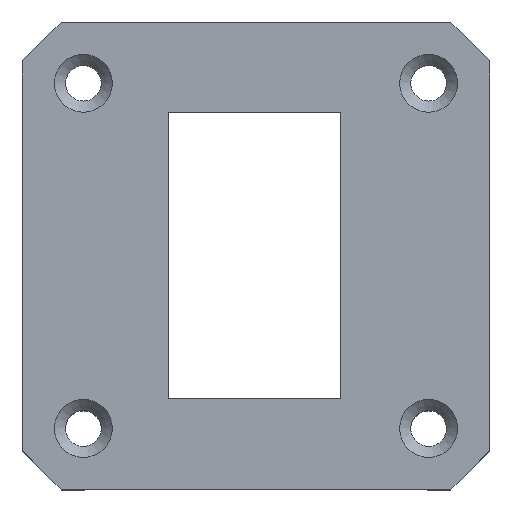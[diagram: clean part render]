
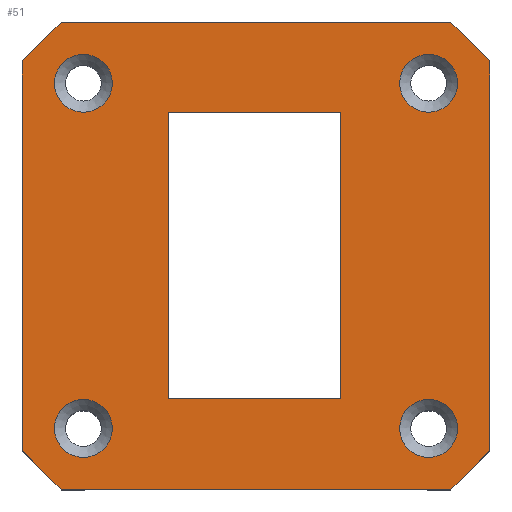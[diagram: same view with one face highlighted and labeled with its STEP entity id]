
A CAD part, top view. The second image highlights one B-rep face of the part: STEP entity #51.
In plain terms, the highlighted planar face has unit normal (0, 0, 1).
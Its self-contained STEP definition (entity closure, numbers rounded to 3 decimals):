
#51 = ADVANCED_FACE('',(#52,#63,#129,#163,#174,#185),#196,.T.);
#52 = FACE_BOUND('',#53,.T.);
#53 = EDGE_LOOP('',(#54));
#54 = ORIENTED_EDGE('',*,*,#55,.F.);
#55 = EDGE_CURVE('',#56,#56,#58,.T.);
#56 = VERTEX_POINT('',#57);
#57 = CARTESIAN_POINT('',(-12.9,-15.5,2.));
#58 = CIRCLE('',#59,2.6);
#59 = AXIS2_PLACEMENT_3D('',#60,#61,#62);
#60 = CARTESIAN_POINT('',(-15.5,-15.5,2.));
#61 = DIRECTION('',(0.,0.,1.));
#62 = DIRECTION('',(1.,0.,-0.));
#63 = FACE_BOUND('',#64,.T.);
#64 = EDGE_LOOP('',(#65,#75,#83,#91,#99,#107,#115,#123));
#65 = ORIENTED_EDGE('',*,*,#66,.T.);
#66 = EDGE_CURVE('',#67,#69,#71,.T.);
#67 = VERTEX_POINT('',#68);
#68 = CARTESIAN_POINT('',(-21.,17.5,2.));
#69 = VERTEX_POINT('',#70);
#70 = CARTESIAN_POINT('',(-21.,-17.5,2.));
#71 = LINE('',#72,#73);
#72 = CARTESIAN_POINT('',(-21.,17.5,2.));
#73 = VECTOR('',#74,1.);
#74 = DIRECTION('',(0.,-1.,0.));
#75 = ORIENTED_EDGE('',*,*,#76,.T.);
#76 = EDGE_CURVE('',#69,#77,#79,.T.);
#77 = VERTEX_POINT('',#78);
#78 = CARTESIAN_POINT('',(-17.5,-21.,2.));
#79 = LINE('',#80,#81);
#80 = CARTESIAN_POINT('',(-21.,-17.5,2.));
#81 = VECTOR('',#82,1.);
#82 = DIRECTION('',(0.707,-0.707,0.));
#83 = ORIENTED_EDGE('',*,*,#84,.T.);
#84 = EDGE_CURVE('',#77,#85,#87,.T.);
#85 = VERTEX_POINT('',#86);
#86 = CARTESIAN_POINT('',(17.5,-21.,2.));
#87 = LINE('',#88,#89);
#88 = CARTESIAN_POINT('',(-17.5,-21.,2.));
#89 = VECTOR('',#90,1.);
#90 = DIRECTION('',(1.,0.,0.));
#91 = ORIENTED_EDGE('',*,*,#92,.T.);
#92 = EDGE_CURVE('',#85,#93,#95,.T.);
#93 = VERTEX_POINT('',#94);
#94 = CARTESIAN_POINT('',(21.,-17.5,2.));
#95 = LINE('',#96,#97);
#96 = CARTESIAN_POINT('',(17.5,-21.,2.));
#97 = VECTOR('',#98,1.);
#98 = DIRECTION('',(0.707,0.707,0.));
#99 = ORIENTED_EDGE('',*,*,#100,.T.);
#100 = EDGE_CURVE('',#93,#101,#103,.T.);
#101 = VERTEX_POINT('',#102);
#102 = CARTESIAN_POINT('',(21.,17.5,2.));
#103 = LINE('',#104,#105);
#104 = CARTESIAN_POINT('',(21.,-17.5,2.));
#105 = VECTOR('',#106,1.);
#106 = DIRECTION('',(0.,1.,0.));
#107 = ORIENTED_EDGE('',*,*,#108,.T.);
#108 = EDGE_CURVE('',#101,#109,#111,.T.);
#109 = VERTEX_POINT('',#110);
#110 = CARTESIAN_POINT('',(17.5,21.,2.));
#111 = LINE('',#112,#113);
#112 = CARTESIAN_POINT('',(21.,17.5,2.));
#113 = VECTOR('',#114,1.);
#114 = DIRECTION('',(-0.707,0.707,0.));
#115 = ORIENTED_EDGE('',*,*,#116,.T.);
#116 = EDGE_CURVE('',#109,#117,#119,.T.);
#117 = VERTEX_POINT('',#118);
#118 = CARTESIAN_POINT('',(-17.5,21.,2.));
#119 = LINE('',#120,#121);
#120 = CARTESIAN_POINT('',(17.5,21.,2.));
#121 = VECTOR('',#122,1.);
#122 = DIRECTION('',(-1.,0.,0.));
#123 = ORIENTED_EDGE('',*,*,#124,.T.);
#124 = EDGE_CURVE('',#117,#67,#125,.T.);
#125 = LINE('',#126,#127);
#126 = CARTESIAN_POINT('',(-17.5,21.,2.));
#127 = VECTOR('',#128,1.);
#128 = DIRECTION('',(-0.707,-0.707,0.));
#129 = FACE_BOUND('',#130,.F.);
#130 = EDGE_LOOP('',(#131,#141,#149,#157));
#131 = ORIENTED_EDGE('',*,*,#132,.T.);
#132 = EDGE_CURVE('',#133,#135,#137,.T.);
#133 = VERTEX_POINT('',#134);
#134 = CARTESIAN_POINT('',(-7.9,12.85,2.));
#135 = VERTEX_POINT('',#136);
#136 = CARTESIAN_POINT('',(-7.9,-12.85,2.));
#137 = LINE('',#138,#139);
#138 = CARTESIAN_POINT('',(-7.9,12.85,2.));
#139 = VECTOR('',#140,1.);
#140 = DIRECTION('',(0.,-1.,0.));
#141 = ORIENTED_EDGE('',*,*,#142,.T.);
#142 = EDGE_CURVE('',#135,#143,#145,.T.);
#143 = VERTEX_POINT('',#144);
#144 = CARTESIAN_POINT('',(7.6,-12.85,2.));
#145 = LINE('',#146,#147);
#146 = CARTESIAN_POINT('',(-7.9,-12.85,2.));
#147 = VECTOR('',#148,1.);
#148 = DIRECTION('',(1.,0.,0.));
#149 = ORIENTED_EDGE('',*,*,#150,.T.);
#150 = EDGE_CURVE('',#143,#151,#153,.T.);
#151 = VERTEX_POINT('',#152);
#152 = CARTESIAN_POINT('',(7.6,12.85,2.));
#153 = LINE('',#154,#155);
#154 = CARTESIAN_POINT('',(7.6,-12.85,2.));
#155 = VECTOR('',#156,1.);
#156 = DIRECTION('',(0.,1.,0.));
#157 = ORIENTED_EDGE('',*,*,#158,.T.);
#158 = EDGE_CURVE('',#151,#133,#159,.T.);
#159 = LINE('',#160,#161);
#160 = CARTESIAN_POINT('',(7.6,12.85,2.));
#161 = VECTOR('',#162,1.);
#162 = DIRECTION('',(-1.,0.,0.));
#163 = FACE_BOUND('',#164,.T.);
#164 = EDGE_LOOP('',(#165));
#165 = ORIENTED_EDGE('',*,*,#166,.F.);
#166 = EDGE_CURVE('',#167,#167,#169,.T.);
#167 = VERTEX_POINT('',#168);
#168 = CARTESIAN_POINT('',(-12.9,15.5,2.));
#169 = CIRCLE('',#170,2.6);
#170 = AXIS2_PLACEMENT_3D('',#171,#172,#173);
#171 = CARTESIAN_POINT('',(-15.5,15.5,2.));
#172 = DIRECTION('',(0.,0.,1.));
#173 = DIRECTION('',(1.,0.,-0.));
#174 = FACE_BOUND('',#175,.T.);
#175 = EDGE_LOOP('',(#176));
#176 = ORIENTED_EDGE('',*,*,#177,.F.);
#177 = EDGE_CURVE('',#178,#178,#180,.T.);
#178 = VERTEX_POINT('',#179);
#179 = CARTESIAN_POINT('',(18.1,-15.5,2.));
#180 = CIRCLE('',#181,2.6);
#181 = AXIS2_PLACEMENT_3D('',#182,#183,#184);
#182 = CARTESIAN_POINT('',(15.5,-15.5,2.));
#183 = DIRECTION('',(0.,0.,1.));
#184 = DIRECTION('',(1.,0.,-0.));
#185 = FACE_BOUND('',#186,.T.);
#186 = EDGE_LOOP('',(#187));
#187 = ORIENTED_EDGE('',*,*,#188,.F.);
#188 = EDGE_CURVE('',#189,#189,#191,.T.);
#189 = VERTEX_POINT('',#190);
#190 = CARTESIAN_POINT('',(18.1,15.5,2.));
#191 = CIRCLE('',#192,2.6);
#192 = AXIS2_PLACEMENT_3D('',#193,#194,#195);
#193 = CARTESIAN_POINT('',(15.5,15.5,2.));
#194 = DIRECTION('',(0.,0.,1.));
#195 = DIRECTION('',(1.,0.,-0.));
#196 = PLANE('',#197);
#197 = AXIS2_PLACEMENT_3D('',#198,#199,#200);
#198 = CARTESIAN_POINT('',(-0.045,0.,2.));
#199 = DIRECTION('',(0.,0.,1.));
#200 = DIRECTION('',(1.,0.,0.));
